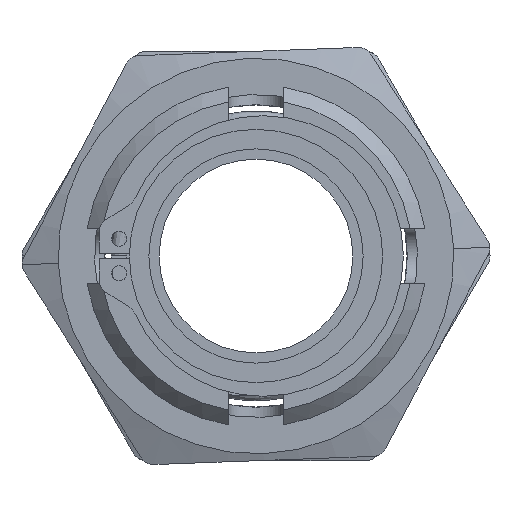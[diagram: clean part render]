
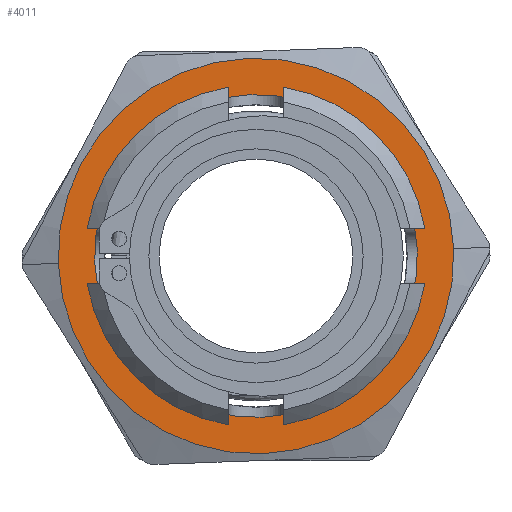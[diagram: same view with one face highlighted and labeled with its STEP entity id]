
A CAD part, front view. The second image highlights one B-rep face of the part: STEP entity #4011.
In plain terms, the highlighted face is planar.
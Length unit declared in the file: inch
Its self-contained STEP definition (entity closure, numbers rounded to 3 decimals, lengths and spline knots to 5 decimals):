
#26 = DIRECTION ( 'NONE',  ( 0., 0., -1. ) ) ;
#203 = VERTEX_POINT ( 'NONE', #4641 ) ;
#233 = CIRCLE ( 'NONE', #1066, 0.68306 ) ;
#258 = EDGE_LOOP ( 'NONE', ( #1623, #1509 ) ) ;
#419 = EDGE_CURVE ( 'NONE', #2272, #5388, #1309, .T. ) ;
#571 = CIRCLE ( 'NONE', #6364, 0.68306 ) ;
#751 = DIRECTION ( 'NONE',  ( 0., 0., 1. ) ) ;
#762 = EDGE_CURVE ( 'NONE', #5388, #2272, #2826, .T. ) ;
#1004 = EDGE_CURVE ( 'NONE', #203, #1125, #233, .T. ) ;
#1066 = AXIS2_PLACEMENT_3D ( 'NONE', #4539, #1599, #5381 ) ;
#1125 = VERTEX_POINT ( 'NONE', #5836 ) ;
#1293 = CARTESIAN_POINT ( 'NONE',  ( -0.8158, 0., 0.188 ) ) ;
#1309 = CIRCLE ( 'NONE', #3448, 0.5575 ) ;
#1509 = ORIENTED_EDGE ( 'NONE', *, *, #762, .F. ) ;
#1599 = DIRECTION ( 'NONE',  ( 0., 0., -1. ) ) ;
#1623 = ORIENTED_EDGE ( 'NONE', *, *, #419, .F. ) ;
#1705 = ORIENTED_EDGE ( 'NONE', *, *, #2307, .F. ) ;
#2066 = CARTESIAN_POINT ( 'NONE',  ( 0., 0., 0.188 ) ) ;
#2195 = CARTESIAN_POINT ( 'NONE',  ( -0.5575, 0., 0.188 ) ) ;
#2272 = VERTEX_POINT ( 'NONE', #2195 ) ;
#2307 = EDGE_CURVE ( 'NONE', #1125, #203, #571, .T. ) ;
#2686 = FACE_OUTER_BOUND ( 'NONE', #4297, .T. ) ;
#2826 = CIRCLE ( 'NONE', #5095, 0.5575 ) ;
#3448 = AXIS2_PLACEMENT_3D ( 'NONE', #4855, #5890, #5371 ) ;
#3904 = AXIS2_PLACEMENT_3D ( 'NONE', #1293, #5264, #4151 ) ;
#3974 = DIRECTION ( 'NONE',  ( -1., 0., 0. ) ) ;
#4011 = ADVANCED_FACE ( 'NONE', ( #2686, #5589 ), #4319, .T. ) ;
#4151 = DIRECTION ( 'NONE',  ( 1., 0., 0. ) ) ;
#4254 = DIRECTION ( 'NONE',  ( 1., 0., 0. ) ) ;
#4297 = EDGE_LOOP ( 'NONE', ( #1705, #4324 ) ) ;
#4319 = PLANE ( 'NONE',  #3904 ) ;
#4324 = ORIENTED_EDGE ( 'NONE', *, *, #1004, .F. ) ;
#4362 = CARTESIAN_POINT ( 'NONE',  ( 0., 0., 0.188 ) ) ;
#4539 = CARTESIAN_POINT ( 'NONE',  ( 0., 0., 0.188 ) ) ;
#4641 = CARTESIAN_POINT ( 'NONE',  ( 0.68306, 0., 0.188 ) ) ;
#4855 = CARTESIAN_POINT ( 'NONE',  ( 0., 0., 0.188 ) ) ;
#5095 = AXIS2_PLACEMENT_3D ( 'NONE', #2066, #751, #4254 ) ;
#5264 = DIRECTION ( 'NONE',  ( 0., 0., 1. ) ) ;
#5371 = DIRECTION ( 'NONE',  ( 1., 0., 0. ) ) ;
#5381 = DIRECTION ( 'NONE',  ( -1., 0., 0. ) ) ;
#5388 = VERTEX_POINT ( 'NONE', #5962 ) ;
#5589 = FACE_BOUND ( 'NONE', #258, .T. ) ;
#5836 = CARTESIAN_POINT ( 'NONE',  ( -0.68306, 0., 0.188 ) ) ;
#5890 = DIRECTION ( 'NONE',  ( 0., 0., 1. ) ) ;
#5962 = CARTESIAN_POINT ( 'NONE',  ( 0.5575, 0., 0.188 ) ) ;
#6364 = AXIS2_PLACEMENT_3D ( 'NONE', #4362, #26, #3974 ) ;
